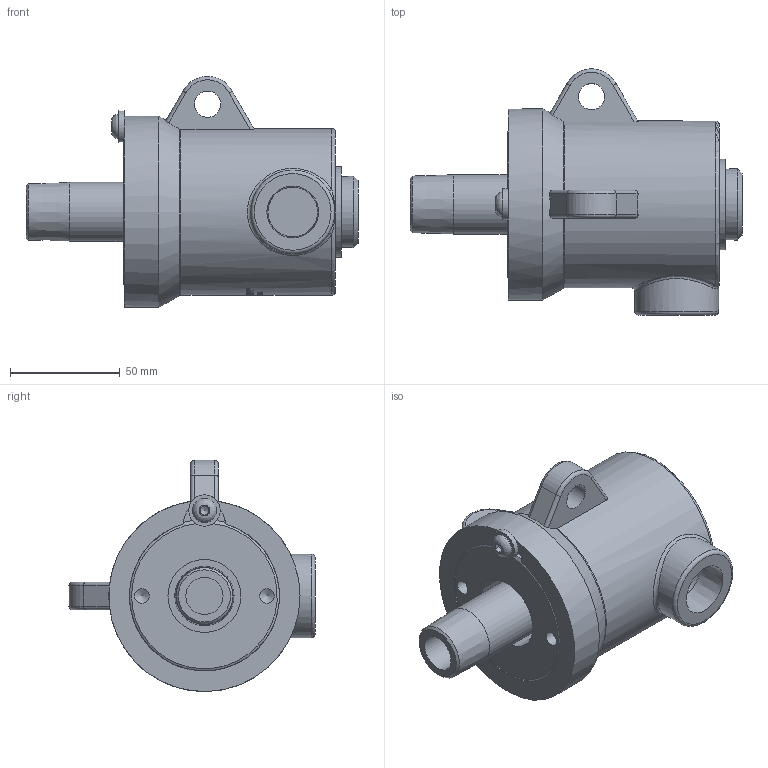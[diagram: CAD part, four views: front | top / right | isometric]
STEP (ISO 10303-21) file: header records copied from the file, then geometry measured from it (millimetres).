
FILE_DESCRIPTION(/* description */ (''),/* implementation_level */ '2;1');
FILE_NAME(/* name */ '9075-020-124-IC.stp',/* time_stamp */ '2020-05-18T13:32:54-05:00',/* author */ ('Moorera'),/* organization */ (''),/* preprocessor_version */ 'ST-DEVELOPER v18.1',/* originating_system */ 'Autodesk Inventor 2020',/* authorisation */ '');
FILE_SCHEMA (('AUTOMOTIVE_DESIGN { 1 0 10303 214 3 1 1 }'));
Length unit declared in the file: millimetre
Products named in the file (1): 9075-020-124-IC
Bounding box: 151.6 x 112.36 x 105.51 mm (x, y, z)
Volume: 501770.8 mm3; surface area: 53995.3 mm2
Topology: 1 solids, 3 shells, 413 faces, 1110 edges, 745 vertices
Faces by surface type: bspline 207, plane 119, cylinder 65, cone 13, torus 9
Full cylindrical faces by diameter (mm): 4.978 x1, 6.35 x1, 6.7 x2, 7.1 x1, 11.1 x1, 12 x2, 14.3 x1, 17 x1, 22.631 x1, 25.5 x1, 27.05 x2, 33.3 x1, 38.2 x1, 41.3 x1, 76.2 x1, 87.3 x1
Entity records: 22174 total; most frequent: CARTESIAN_POINT 12606, ORIENTED_EDGE 2214, DIRECTION 1491, EDGE_CURVE 1107, VERTEX_POINT 745, AXIS2_PLACEMENT_3D 549, EDGE_LOOP 468, FACE_OUTER_BOUND 413
